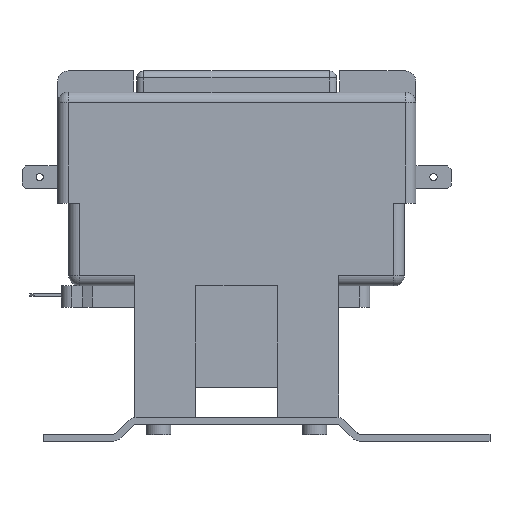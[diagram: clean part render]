
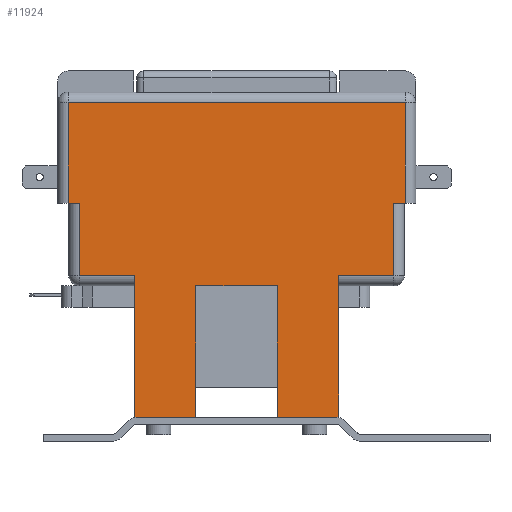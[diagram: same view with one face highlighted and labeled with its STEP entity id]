
A CAD part, left-side view. The second image highlights one B-rep face of the part: STEP entity #11924.
In plain terms, the highlighted planar face has unit normal (-1, 0, 0).
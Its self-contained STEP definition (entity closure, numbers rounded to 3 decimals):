
#576=PLANE('',#12539);
#1085=FACE_OUTER_BOUND('',#1686,.T.);
#1686=EDGE_LOOP('',(#8918,#8919,#8920,#8921,#8922,#8923,#8924,#8925,#8926,
#8927,#8928,#8929,#8930,#8931,#8932,#8933,#8934,#8935));
#2602=LINE('',#17892,#3917);
#2611=LINE('',#17922,#3926);
#2614=LINE('',#17932,#3929);
#2616=LINE('',#17938,#3931);
#2618=LINE('',#17945,#3933);
#2619=LINE('',#17947,#3934);
#2620=LINE('',#17949,#3935);
#2621=LINE('',#17951,#3936);
#2622=LINE('',#17953,#3937);
#2623=LINE('',#17955,#3938);
#2624=LINE('',#17957,#3939);
#2625=LINE('',#17959,#3940);
#2626=LINE('',#17961,#3941);
#2627=LINE('',#17963,#3942);
#2628=LINE('',#17965,#3943);
#2629=LINE('',#17967,#3944);
#2630=LINE('',#17969,#3945);
#2631=LINE('',#17970,#3946);
#3917=VECTOR('',#14043,10.);
#3926=VECTOR('',#14072,10.);
#3929=VECTOR('',#14085,10.);
#3931=VECTOR('',#14093,10.);
#3933=VECTOR('',#14101,10.);
#3934=VECTOR('',#14102,10.);
#3935=VECTOR('',#14103,10.);
#3936=VECTOR('',#14104,10.);
#3937=VECTOR('',#14105,10.);
#3938=VECTOR('',#14106,10.);
#3939=VECTOR('',#14107,10.);
#3940=VECTOR('',#14108,10.);
#3941=VECTOR('',#14109,10.);
#3942=VECTOR('',#14110,10.);
#3943=VECTOR('',#14111,10.);
#3944=VECTOR('',#14112,10.);
#3945=VECTOR('',#14113,10.);
#3946=VECTOR('',#14114,10.);
#5391=VERTEX_POINT('',#17889);
#5392=VERTEX_POINT('',#17891);
#5401=VERTEX_POINT('',#17915);
#5403=VERTEX_POINT('',#17920);
#5404=VERTEX_POINT('',#17925);
#5408=VERTEX_POINT('',#17944);
#5409=VERTEX_POINT('',#17946);
#5410=VERTEX_POINT('',#17948);
#5411=VERTEX_POINT('',#17950);
#5412=VERTEX_POINT('',#17952);
#5413=VERTEX_POINT('',#17954);
#5414=VERTEX_POINT('',#17956);
#5415=VERTEX_POINT('',#17958);
#5416=VERTEX_POINT('',#17960);
#5417=VERTEX_POINT('',#17962);
#5418=VERTEX_POINT('',#17964);
#5419=VERTEX_POINT('',#17966);
#5420=VERTEX_POINT('',#17968);
#6671=EDGE_CURVE('',#5392,#5391,#2602,.T.);
#6686=EDGE_CURVE('',#5403,#5401,#2611,.T.);
#6692=EDGE_CURVE('',#5404,#5391,#2614,.T.);
#6695=EDGE_CURVE('',#5401,#5404,#2616,.T.);
#6698=EDGE_CURVE('',#5403,#5408,#2618,.T.);
#6699=EDGE_CURVE('',#5409,#5408,#2619,.T.);
#6700=EDGE_CURVE('',#5410,#5409,#2620,.T.);
#6701=EDGE_CURVE('',#5411,#5410,#2621,.T.);
#6702=EDGE_CURVE('',#5411,#5412,#2622,.T.);
#6703=EDGE_CURVE('',#5413,#5412,#2623,.T.);
#6704=EDGE_CURVE('',#5413,#5414,#2624,.T.);
#6705=EDGE_CURVE('',#5414,#5415,#2625,.T.);
#6706=EDGE_CURVE('',#5416,#5415,#2626,.T.);
#6707=EDGE_CURVE('',#5417,#5416,#2627,.T.);
#6708=EDGE_CURVE('',#5417,#5418,#2628,.T.);
#6709=EDGE_CURVE('',#5418,#5419,#2629,.T.);
#6710=EDGE_CURVE('',#5420,#5419,#2630,.T.);
#6711=EDGE_CURVE('',#5392,#5420,#2631,.T.);
#8918=ORIENTED_EDGE('',*,*,#6692,.F.);
#8919=ORIENTED_EDGE('',*,*,#6695,.F.);
#8920=ORIENTED_EDGE('',*,*,#6686,.F.);
#8921=ORIENTED_EDGE('',*,*,#6698,.T.);
#8922=ORIENTED_EDGE('',*,*,#6699,.F.);
#8923=ORIENTED_EDGE('',*,*,#6700,.F.);
#8924=ORIENTED_EDGE('',*,*,#6701,.F.);
#8925=ORIENTED_EDGE('',*,*,#6702,.T.);
#8926=ORIENTED_EDGE('',*,*,#6703,.F.);
#8927=ORIENTED_EDGE('',*,*,#6704,.T.);
#8928=ORIENTED_EDGE('',*,*,#6705,.T.);
#8929=ORIENTED_EDGE('',*,*,#6706,.F.);
#8930=ORIENTED_EDGE('',*,*,#6707,.F.);
#8931=ORIENTED_EDGE('',*,*,#6708,.T.);
#8932=ORIENTED_EDGE('',*,*,#6709,.T.);
#8933=ORIENTED_EDGE('',*,*,#6710,.F.);
#8934=ORIENTED_EDGE('',*,*,#6711,.F.);
#8935=ORIENTED_EDGE('',*,*,#6671,.T.);
#11924=ADVANCED_FACE('',(#1085),#576,.T.);
#12539=AXIS2_PLACEMENT_3D('',#17943,#14099,#14100);
#14043=DIRECTION('',(0.,-1.,0.));
#14072=DIRECTION('',(0.,0.,1.));
#14085=DIRECTION('',(0.,0.,-1.));
#14093=DIRECTION('',(0.,-1.,0.));
#14099=DIRECTION('center_axis',(-1.,0.,0.));
#14100=DIRECTION('ref_axis',(0.,-1.,0.));
#14101=DIRECTION('',(0.,-1.,0.));
#14102=DIRECTION('',(0.,0.,1.));
#14103=DIRECTION('',(0.,1.,0.));
#14104=DIRECTION('',(0.,0.,1.));
#14105=DIRECTION('',(0.,-1.,0.));
#14106=DIRECTION('',(0.,1.,0.));
#14107=DIRECTION('',(0.,0.,1.));
#14108=DIRECTION('',(0.,-1.,0.));
#14109=DIRECTION('',(0.,0.,1.));
#14110=DIRECTION('',(0.,1.,0.));
#14111=DIRECTION('',(0.,-1.,0.));
#14112=DIRECTION('',(0.,0.,1.));
#14113=DIRECTION('',(0.,1.,0.));
#14114=DIRECTION('',(0.,0.,-1.));
#17889=CARTESIAN_POINT('',(-47.7,-47.9,67.6));
#17891=CARTESIAN_POINT('',(-47.7,-44.7,67.6));
#17892=CARTESIAN_POINT('',(-47.7,50.9,67.6));
#17915=CARTESIAN_POINT('',(-47.7,47.9,96.2));
#17920=CARTESIAN_POINT('',(-47.7,47.9,67.6));
#17922=CARTESIAN_POINT('',(-47.7,47.9,37.2));
#17925=CARTESIAN_POINT('',(-47.7,-47.9,96.2));
#17932=CARTESIAN_POINT('',(-47.7,-47.9,37.2));
#17938=CARTESIAN_POINT('',(-47.7,-5.8,96.2));
#17943=CARTESIAN_POINT('Origin',(-47.7,-11.6,6.8));
#17944=CARTESIAN_POINT('',(-47.7,44.7,67.6));
#17945=CARTESIAN_POINT('',(-47.7,50.9,67.6));
#17946=CARTESIAN_POINT('',(-47.7,44.7,47.1));
#17947=CARTESIAN_POINT('',(-47.7,44.7,25.45));
#17948=CARTESIAN_POINT('',(-47.7,29.,47.1));
#17949=CARTESIAN_POINT('',(-47.7,-5.8,47.1));
#17950=CARTESIAN_POINT('',(-47.7,29.,6.8));
#17951=CARTESIAN_POINT('',(-47.7,29.,6.8));
#17952=CARTESIAN_POINT('',(-47.7,28.486,6.8));
#17953=CARTESIAN_POINT('',(-47.7,29.,6.8));
#17954=CARTESIAN_POINT('',(-47.7,11.6,6.8));
#17955=CARTESIAN_POINT('',(-47.7,29.364,6.8));
#17956=CARTESIAN_POINT('',(-47.7,11.6,44.1));
#17957=CARTESIAN_POINT('',(-47.7,11.6,6.8));
#17958=CARTESIAN_POINT('',(-47.7,-11.6,44.1));
#17959=CARTESIAN_POINT('',(-47.7,47.7,44.1));
#17960=CARTESIAN_POINT('',(-47.7,-11.6,6.8));
#17961=CARTESIAN_POINT('',(-47.7,-11.6,6.8));
#17962=CARTESIAN_POINT('',(-47.7,-28.486,6.8));
#17963=CARTESIAN_POINT('',(-47.7,9.064,6.8));
#17964=CARTESIAN_POINT('',(-47.7,-29.,6.8));
#17965=CARTESIAN_POINT('',(-47.7,-11.6,6.8));
#17966=CARTESIAN_POINT('',(-47.7,-29.,47.1));
#17967=CARTESIAN_POINT('',(-47.7,-29.,6.8));
#17968=CARTESIAN_POINT('',(-47.7,-44.7,47.1));
#17969=CARTESIAN_POINT('',(-47.7,-5.8,47.1));
#17970=CARTESIAN_POINT('',(-47.7,-44.7,25.45));
